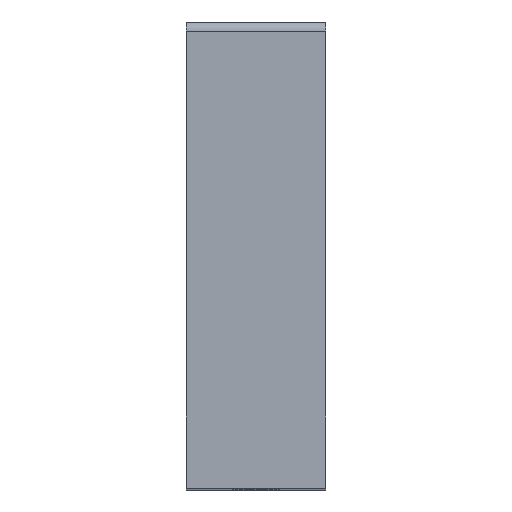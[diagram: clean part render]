
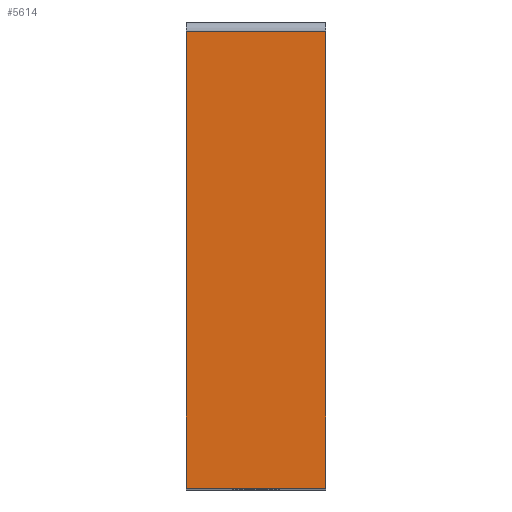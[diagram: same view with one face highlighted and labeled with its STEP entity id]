
A CAD part, top view. The second image highlights one B-rep face of the part: STEP entity #5614.
In plain terms, the highlighted planar face has unit normal (0, 0, 1).
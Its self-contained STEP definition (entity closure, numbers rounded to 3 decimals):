
#241 = CARTESIAN_POINT ( 'NONE',  ( 30., 0., 115. ) ) ;
#481 = LINE ( 'NONE', #4638, #4218 ) ;
#667 = CARTESIAN_POINT ( 'NONE',  ( 30., 0., 115. ) ) ;
#800 = LINE ( 'NONE', #667, #3308 ) ;
#982 = CARTESIAN_POINT ( 'NONE',  ( 30., 98., 115. ) ) ;
#1464 = FACE_OUTER_BOUND ( 'NONE', #4026, .T. ) ;
#1571 = DIRECTION ( 'NONE',  ( 0., -1., 0. ) ) ;
#1663 = ORIENTED_EDGE ( 'NONE', *, *, #1979, .T. ) ;
#1979 = EDGE_CURVE ( 'NONE', #5009, #3481, #481, .T. ) ;
#2361 = ORIENTED_EDGE ( 'NONE', *, *, #2610, .F. ) ;
#2546 = CARTESIAN_POINT ( 'NONE',  ( 30., 0., 115. ) ) ;
#2610 = EDGE_CURVE ( 'NONE', #5009, #3933, #4542, .T. ) ;
#2755 = ORIENTED_EDGE ( 'NONE', *, *, #3017, .F. ) ;
#2827 = LINE ( 'NONE', #3662, #5050 ) ;
#2997 = DIRECTION ( 'NONE',  ( 0., 0., -1. ) ) ;
#3017 = EDGE_CURVE ( 'NONE', #3933, #3183, #800, .T. ) ;
#3041 = PLANE ( 'NONE',  #4534 ) ;
#3065 = CARTESIAN_POINT ( 'NONE',  ( 30., 0., 115. ) ) ;
#3146 = DIRECTION ( 'NONE',  ( -1., 0., 0. ) ) ;
#3183 = VERTEX_POINT ( 'NONE', #3319 ) ;
#3308 = VECTOR ( 'NONE', #3146, 1000. ) ;
#3319 = CARTESIAN_POINT ( 'NONE',  ( 0., 0., 115. ) ) ;
#3481 = VERTEX_POINT ( 'NONE', #4012 ) ;
#3662 = CARTESIAN_POINT ( 'NONE',  ( 0., 0., 115. ) ) ;
#3933 = VERTEX_POINT ( 'NONE', #241 ) ;
#4003 = EDGE_CURVE ( 'NONE', #3481, #3183, #2827, .T. ) ;
#4012 = CARTESIAN_POINT ( 'NONE',  ( 0., 98., 115. ) ) ;
#4026 = EDGE_LOOP ( 'NONE', ( #5426, #2755, #2361, #1663 ) ) ;
#4218 = VECTOR ( 'NONE', #5083, 1000. ) ;
#4534 = AXIS2_PLACEMENT_3D ( 'NONE', #2546, #2997, #5985 ) ;
#4542 = LINE ( 'NONE', #3065, #4998 ) ;
#4638 = CARTESIAN_POINT ( 'NONE',  ( 30., 98., 115. ) ) ;
#4998 = VECTOR ( 'NONE', #1571, 1000. ) ;
#5009 = VERTEX_POINT ( 'NONE', #982 ) ;
#5050 = VECTOR ( 'NONE', #5642, 1000. ) ;
#5083 = DIRECTION ( 'NONE',  ( -1., 0., 0. ) ) ;
#5426 = ORIENTED_EDGE ( 'NONE', *, *, #4003, .T. ) ;
#5614 = ADVANCED_FACE ( 'NONE', ( #1464 ), #3041, .F. ) ;
#5642 = DIRECTION ( 'NONE',  ( 0., -1., 0. ) ) ;
#5985 = DIRECTION ( 'NONE',  ( -1., 0., 0. ) ) ;
